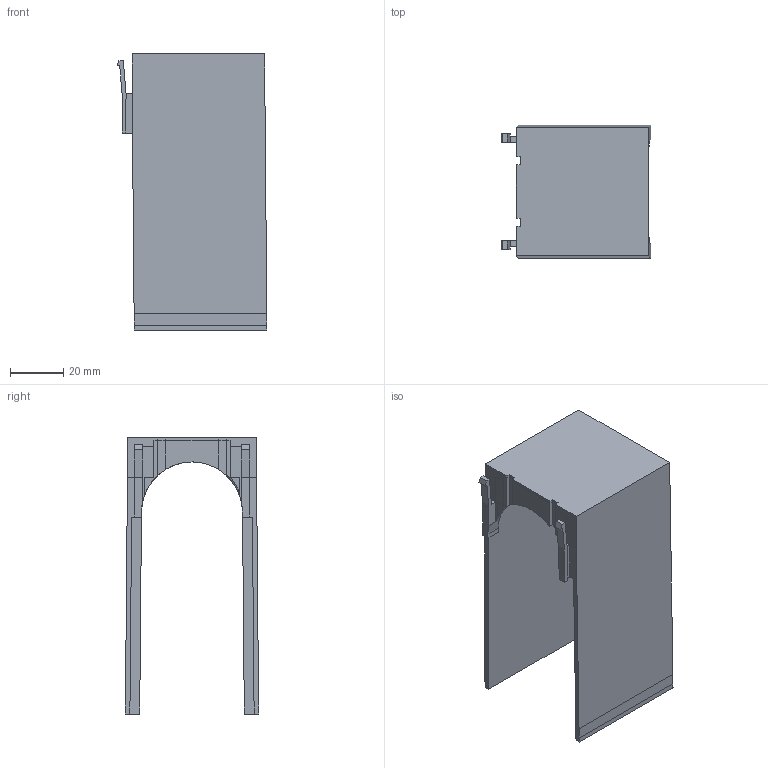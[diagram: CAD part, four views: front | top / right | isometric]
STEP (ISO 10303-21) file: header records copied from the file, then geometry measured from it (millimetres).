
FILE_DESCRIPTION(('CATIA V5 STEP'),'2;1');
FILE_NAME('L8650895_L_Anschlussraumverlaengerung_HAV-SL00_100.stp','2018-04-17T11:15:36+00:00',('none'),('Jean Müller GmbH'),'CATIA Version 5 Release 19 SP 9 (IN-10)','CATIA V5 STEP AP214','none');
FILE_SCHEMA(('AUTOMOTIVE_DESIGN { 1 0 10303 214 1 1 1 1 }'));
Length unit declared in the file: millimetre
Products named in the file (2): L8650895_L_Anschlussraumverlaengerung HAV-SL00/100; 33789_L_Anschlussraumverlaengerung
Assembly tree (1 placements, depth 2):
  L8650895_L_Anschlussraumverlaengerung HAV-SL00/100
    33789_L_Anschlussraumverlaengerung
Bounding box: 56.31 x 50 x 103.7 mm (x, y, z)
Volume: 25899 mm3; surface area: 30249.9 mm2
Topology: 1 solids, 1 shells, 99 faces, 290 edges, 193 vertices
Faces by surface type: plane 81, bspline 10, cylinder 8
Entity records: 4226 total; most frequent: CARTESIAN_POINT 1126, ORIENTED_EDGE 580, DIRECTION 355, EDGE_CURVE 290, VECTOR 195, LINE 195, VERTEX_POINT 193, PRESENTATION_STYLE_ASSIGNMENT 100
